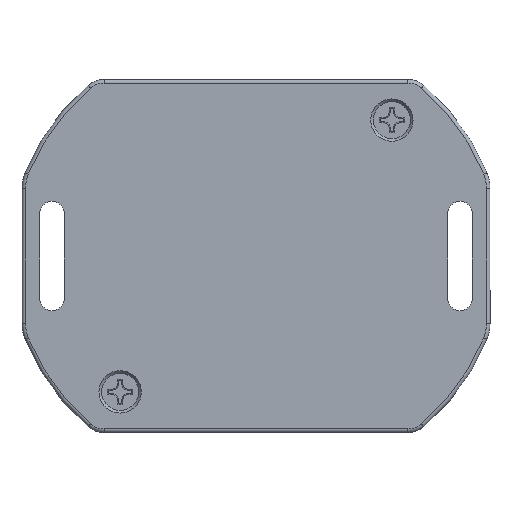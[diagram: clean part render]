
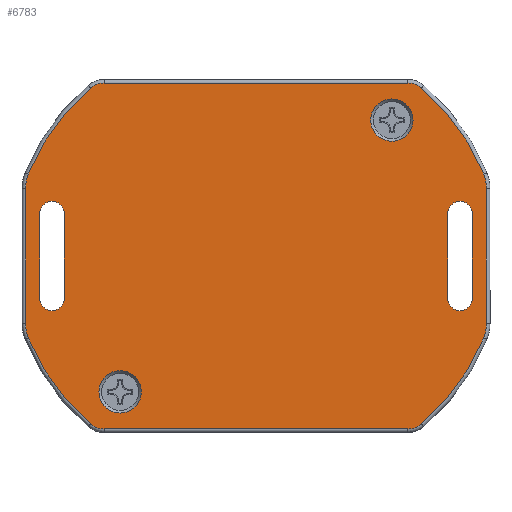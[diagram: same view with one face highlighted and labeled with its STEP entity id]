
A CAD part, top view. The second image highlights one B-rep face of the part: STEP entity #6783.
In plain terms, the highlighted face is planar.
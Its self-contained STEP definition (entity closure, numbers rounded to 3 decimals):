
#305=CIRCLE('',#7214,5.5);
#308=CIRCLE('',#7218,31.113);
#311=CIRCLE('',#7223,3.);
#313=CIRCLE('',#7226,5.5);
#317=CIRCLE('',#7232,31.113);
#319=CIRCLE('',#7235,3.);
#322=CIRCLE('',#7239,3.);
#324=CIRCLE('',#7242,31.113);
#327=CIRCLE('',#7247,5.5);
#331=CIRCLE('',#7252,3.);
#335=CIRCLE('',#7258,31.113);
#337=CIRCLE('',#7261,5.5);
#338=CIRCLE('',#7266,3.);
#339=CIRCLE('',#7267,3.);
#340=CIRCLE('',#7268,1.75);
#341=CIRCLE('',#7269,1.75);
#342=CIRCLE('',#7270,1.75);
#343=CIRCLE('',#7271,1.75);
#527=FACE_BOUND('',#1270,.T.);
#528=FACE_BOUND('',#1271,.T.);
#529=FACE_BOUND('',#1272,.T.);
#530=FACE_BOUND('',#1273,.T.);
#839=FACE_OUTER_BOUND('',#1269,.T.);
#1269=EDGE_LOOP('',(#5793,#5794,#5795,#5796,#5797,#5798,#5799,#5800,#5801,
#5802,#5803,#5804,#5805,#5806,#5807,#5808));
#1270=EDGE_LOOP('',(#5809));
#1271=EDGE_LOOP('',(#5810));
#1272=EDGE_LOOP('',(#5811,#5812,#5813,#5814));
#1273=EDGE_LOOP('',(#5815,#5816,#5817,#5818));
#1988=LINE('',#12415,#2571);
#1989=LINE('',#12427,#2572);
#1992=LINE('',#12454,#2575);
#1993=LINE('',#12471,#2576);
#1997=LINE('',#12494,#2580);
#1998=LINE('',#12498,#2581);
#1999=LINE('',#12502,#2582);
#2000=LINE('',#12506,#2583);
#2571=VECTOR('',#8565,19.115);
#2572=VECTOR('',#8582,43.);
#2575=VECTOR('',#8617,43.);
#2576=VECTOR('',#8638,19.115);
#2580=VECTOR('',#8668,12.);
#2581=VECTOR('',#8671,12.);
#2582=VECTOR('',#8674,12.);
#2583=VECTOR('',#8677,12.);
#3190=VERTEX_POINT('',#12403);
#3191=VERTEX_POINT('',#12405);
#3192=VERTEX_POINT('',#12409);
#3193=VERTEX_POINT('',#12413);
#3194=VERTEX_POINT('',#12417);
#3195=VERTEX_POINT('',#12421);
#3196=VERTEX_POINT('',#12425);
#3197=VERTEX_POINT('',#12430);
#3199=VERTEX_POINT('',#12436);
#3200=VERTEX_POINT('',#12440);
#3202=VERTEX_POINT('',#12446);
#3203=VERTEX_POINT('',#12450);
#3206=VERTEX_POINT('',#12457);
#3207=VERTEX_POINT('',#12462);
#3210=VERTEX_POINT('',#12469);
#3211=VERTEX_POINT('',#12474);
#3213=VERTEX_POINT('',#12488);
#3214=VERTEX_POINT('',#12490);
#3215=VERTEX_POINT('',#12492);
#3216=VERTEX_POINT('',#12493);
#3217=VERTEX_POINT('',#12495);
#3218=VERTEX_POINT('',#12497);
#3219=VERTEX_POINT('',#12500);
#3220=VERTEX_POINT('',#12501);
#3221=VERTEX_POINT('',#12503);
#3222=VERTEX_POINT('',#12505);
#4065=EDGE_CURVE('',#3190,#3191,#305,.T.);
#4068=EDGE_CURVE('',#3192,#3190,#308,.T.);
#4070=EDGE_CURVE('',#3191,#3193,#1988,.T.);
#4072=EDGE_CURVE('',#3194,#3192,#311,.T.);
#4074=EDGE_CURVE('',#3193,#3195,#313,.T.);
#4076=EDGE_CURVE('',#3196,#3194,#1989,.T.);
#4080=EDGE_CURVE('',#3195,#3197,#317,.T.);
#4082=EDGE_CURVE('',#3199,#3196,#319,.T.);
#4085=EDGE_CURVE('',#3197,#3200,#322,.T.);
#4087=EDGE_CURVE('',#3202,#3199,#324,.T.);
#4090=EDGE_CURVE('',#3200,#3203,#1992,.T.);
#4092=EDGE_CURVE('',#3206,#3202,#327,.T.);
#4096=EDGE_CURVE('',#3203,#3207,#331,.T.);
#4098=EDGE_CURVE('',#3210,#3206,#1993,.T.);
#4102=EDGE_CURVE('',#3207,#3211,#335,.T.);
#4104=EDGE_CURVE('',#3211,#3210,#337,.T.);
#4107=EDGE_CURVE('',#3213,#3213,#338,.T.);
#4108=EDGE_CURVE('',#3214,#3214,#339,.T.);
#4109=EDGE_CURVE('',#3215,#3216,#1997,.T.);
#4110=EDGE_CURVE('',#3216,#3217,#340,.T.);
#4111=EDGE_CURVE('',#3217,#3218,#1998,.T.);
#4112=EDGE_CURVE('',#3218,#3215,#341,.T.);
#4113=EDGE_CURVE('',#3219,#3220,#1999,.T.);
#4114=EDGE_CURVE('',#3220,#3221,#342,.T.);
#4115=EDGE_CURVE('',#3221,#3222,#2000,.T.);
#4116=EDGE_CURVE('',#3222,#3219,#343,.T.);
#5793=ORIENTED_EDGE('',*,*,#4065,.F.);
#5794=ORIENTED_EDGE('',*,*,#4068,.F.);
#5795=ORIENTED_EDGE('',*,*,#4072,.F.);
#5796=ORIENTED_EDGE('',*,*,#4076,.F.);
#5797=ORIENTED_EDGE('',*,*,#4082,.F.);
#5798=ORIENTED_EDGE('',*,*,#4087,.F.);
#5799=ORIENTED_EDGE('',*,*,#4092,.F.);
#5800=ORIENTED_EDGE('',*,*,#4098,.F.);
#5801=ORIENTED_EDGE('',*,*,#4104,.F.);
#5802=ORIENTED_EDGE('',*,*,#4102,.F.);
#5803=ORIENTED_EDGE('',*,*,#4096,.F.);
#5804=ORIENTED_EDGE('',*,*,#4090,.F.);
#5805=ORIENTED_EDGE('',*,*,#4085,.F.);
#5806=ORIENTED_EDGE('',*,*,#4080,.F.);
#5807=ORIENTED_EDGE('',*,*,#4074,.F.);
#5808=ORIENTED_EDGE('',*,*,#4070,.F.);
#5809=ORIENTED_EDGE('',*,*,#4107,.T.);
#5810=ORIENTED_EDGE('',*,*,#4108,.T.);
#5811=ORIENTED_EDGE('',*,*,#4109,.T.);
#5812=ORIENTED_EDGE('',*,*,#4110,.T.);
#5813=ORIENTED_EDGE('',*,*,#4111,.T.);
#5814=ORIENTED_EDGE('',*,*,#4112,.T.);
#5815=ORIENTED_EDGE('',*,*,#4113,.T.);
#5816=ORIENTED_EDGE('',*,*,#4114,.T.);
#5817=ORIENTED_EDGE('',*,*,#4115,.T.);
#5818=ORIENTED_EDGE('',*,*,#4116,.T.);
#6450=PLANE('',#7265);
#6783=ADVANCED_FACE('',(#839,#527,#528,#529,#530),#6450,.F.);
#7214=AXIS2_PLACEMENT_3D('',#12406,#8551,#8552);
#7218=AXIS2_PLACEMENT_3D('',#12411,#8559,#8560);
#7223=AXIS2_PLACEMENT_3D('',#12419,#8570,#8571);
#7226=AXIS2_PLACEMENT_3D('',#12423,#8576,#8577);
#7232=AXIS2_PLACEMENT_3D('',#12434,#8590,#8591);
#7235=AXIS2_PLACEMENT_3D('',#12438,#8596,#8597);
#7239=AXIS2_PLACEMENT_3D('',#12444,#8604,#8605);
#7242=AXIS2_PLACEMENT_3D('',#12448,#8610,#8611);
#7247=AXIS2_PLACEMENT_3D('',#12459,#8622,#8623);
#7252=AXIS2_PLACEMENT_3D('',#12466,#8632,#8633);
#7258=AXIS2_PLACEMENT_3D('',#12478,#8646,#8647);
#7261=AXIS2_PLACEMENT_3D('',#12481,#8652,#8653);
#7265=AXIS2_PLACEMENT_3D('',#12487,#8662,#8663);
#7266=AXIS2_PLACEMENT_3D('',#12489,#8664,#8665);
#7267=AXIS2_PLACEMENT_3D('',#12491,#8666,#8667);
#7268=AXIS2_PLACEMENT_3D('',#12496,#8669,#8670);
#7269=AXIS2_PLACEMENT_3D('',#12499,#8672,#8673);
#7270=AXIS2_PLACEMENT_3D('',#12504,#8675,#8676);
#7271=AXIS2_PLACEMENT_3D('',#12507,#8678,#8679);
#8551=DIRECTION('center_axis',(0.,0.,1.));
#8552=DIRECTION('ref_axis',(0.982,-0.19,0.));
#8559=DIRECTION('center_axis',(0.,0.,1.));
#8560=DIRECTION('ref_axis',(0.81,-0.586,0.));
#8565=DIRECTION('',(0.,1.,0.));
#8570=DIRECTION('center_axis',(0.,0.,1.));
#8571=DIRECTION('ref_axis',(0.343,-0.939,0.));
#8576=DIRECTION('center_axis',(0.,0.,1.));
#8577=DIRECTION('ref_axis',(0.982,0.19,0.));
#8582=DIRECTION('',(1.,0.,0.));
#8590=DIRECTION('center_axis',(0.,0.,1.));
#8591=DIRECTION('ref_axis',(0.81,0.586,0.));
#8596=DIRECTION('center_axis',(0.,0.,1.));
#8597=DIRECTION('ref_axis',(-0.343,-0.939,0.));
#8604=DIRECTION('center_axis',(0.,0.,1.));
#8605=DIRECTION('ref_axis',(0.343,0.939,0.));
#8610=DIRECTION('center_axis',(0.,0.,1.));
#8611=DIRECTION('ref_axis',(-0.81,-0.586,0.));
#8617=DIRECTION('',(-1.,0.,0.));
#8622=DIRECTION('center_axis',(0.,0.,1.));
#8623=DIRECTION('ref_axis',(-0.982,-0.19,0.));
#8632=DIRECTION('center_axis',(0.,0.,1.));
#8633=DIRECTION('ref_axis',(-0.343,0.939,0.));
#8638=DIRECTION('',(0.,-1.,0.));
#8646=DIRECTION('center_axis',(0.,0.,1.));
#8647=DIRECTION('ref_axis',(-0.81,0.586,0.));
#8652=DIRECTION('center_axis',(0.,0.,1.));
#8653=DIRECTION('ref_axis',(-0.982,0.19,0.));
#8662=DIRECTION('center_axis',(0.,0.,1.));
#8663=DIRECTION('ref_axis',(1.,0.,0.));
#8664=DIRECTION('center_axis',(0.,0.,1.));
#8665=DIRECTION('ref_axis',(-1.,0.,0.));
#8666=DIRECTION('center_axis',(0.,0.,1.));
#8667=DIRECTION('ref_axis',(-1.,0.,0.));
#8668=DIRECTION('',(0.,-1.,0.));
#8669=DIRECTION('center_axis',(0.,0.,1.));
#8670=DIRECTION('ref_axis',(1.,0.,0.));
#8671=DIRECTION('',(0.,1.,0.));
#8672=DIRECTION('center_axis',(0.,0.,1.));
#8673=DIRECTION('ref_axis',(-1.,0.,0.));
#8674=DIRECTION('',(0.,-1.,0.));
#8675=DIRECTION('center_axis',(0.,0.,1.));
#8676=DIRECTION('ref_axis',(1.,0.,0.));
#8677=DIRECTION('',(0.,1.,0.));
#8678=DIRECTION('center_axis',(0.,0.,1.));
#8679=DIRECTION('ref_axis',(-1.,0.,0.));
#12403=CARTESIAN_POINT('',(28.236,-15.327,0.));
#12405=CARTESIAN_POINT('',(28.633,-13.274,0.));
#12406=CARTESIAN_POINT('Origin',(23.133,-13.274,0.));
#12409=CARTESIAN_POINT('',(19.416,-27.511,0.));
#12411=CARTESIAN_POINT('Origin',(-0.629,-3.717,0.));
#12413=CARTESIAN_POINT('',(28.633,5.84,0.));
#12415=CARTESIAN_POINT('',(28.633,1.611,0.));
#12417=CARTESIAN_POINT('',(17.483,-28.217,0.));
#12419=CARTESIAN_POINT('Origin',(17.483,-25.217,0.));
#12421=CARTESIAN_POINT('',(28.236,7.893,0.));
#12423=CARTESIAN_POINT('Origin',(23.133,5.84,0.));
#12425=CARTESIAN_POINT('',(-25.517,-28.217,0.));
#12427=CARTESIAN_POINT('',(8.483,-28.217,0.));
#12430=CARTESIAN_POINT('',(19.416,20.077,0.));
#12434=CARTESIAN_POINT('Origin',(-0.629,-3.717,0.));
#12436=CARTESIAN_POINT('',(-27.45,-27.511,0.));
#12438=CARTESIAN_POINT('Origin',(-25.517,-25.217,0.));
#12440=CARTESIAN_POINT('',(17.483,20.783,0.));
#12444=CARTESIAN_POINT('Origin',(17.483,17.783,0.));
#12446=CARTESIAN_POINT('',(-36.27,-15.327,0.));
#12448=CARTESIAN_POINT('Origin',(-7.404,-3.717,0.));
#12450=CARTESIAN_POINT('',(-25.517,20.783,0.));
#12454=CARTESIAN_POINT('',(-16.517,20.783,0.));
#12457=CARTESIAN_POINT('',(-36.667,-13.274,0.));
#12459=CARTESIAN_POINT('Origin',(-31.167,-13.274,0.));
#12462=CARTESIAN_POINT('',(-27.45,20.077,0.));
#12466=CARTESIAN_POINT('Origin',(-25.517,17.783,0.));
#12469=CARTESIAN_POINT('',(-36.667,5.84,0.));
#12471=CARTESIAN_POINT('',(-36.667,-9.045,0.));
#12474=CARTESIAN_POINT('',(-36.27,7.893,0.));
#12478=CARTESIAN_POINT('Origin',(-7.404,-3.717,0.));
#12481=CARTESIAN_POINT('Origin',(-31.167,5.84,0.));
#12487=CARTESIAN_POINT('Origin',(-4.017,-3.717,0.));
#12488=CARTESIAN_POINT('',(-26.267,15.533,0.));
#12489=CARTESIAN_POINT('Origin',(-23.267,15.533,0.));
#12490=CARTESIAN_POINT('',(12.233,-22.967,0.));
#12491=CARTESIAN_POINT('Origin',(15.233,-22.967,0.));
#12492=CARTESIAN_POINT('',(23.133,2.283,0.));
#12493=CARTESIAN_POINT('',(23.133,-9.717,0.));
#12494=CARTESIAN_POINT('',(23.133,-0.717,0.));
#12495=CARTESIAN_POINT('',(26.633,-9.717,0.));
#12496=CARTESIAN_POINT('Origin',(24.883,-9.717,0.));
#12497=CARTESIAN_POINT('',(26.633,2.283,0.));
#12498=CARTESIAN_POINT('',(26.633,-6.717,0.));
#12499=CARTESIAN_POINT('Origin',(24.883,2.283,0.));
#12500=CARTESIAN_POINT('',(-34.667,2.283,0.));
#12501=CARTESIAN_POINT('',(-34.667,-9.717,0.));
#12502=CARTESIAN_POINT('',(-34.667,-0.717,0.));
#12503=CARTESIAN_POINT('',(-31.167,-9.717,0.));
#12504=CARTESIAN_POINT('Origin',(-32.917,-9.717,0.));
#12505=CARTESIAN_POINT('',(-31.167,2.283,0.));
#12506=CARTESIAN_POINT('',(-31.167,-6.717,0.));
#12507=CARTESIAN_POINT('Origin',(-32.917,2.283,0.));
